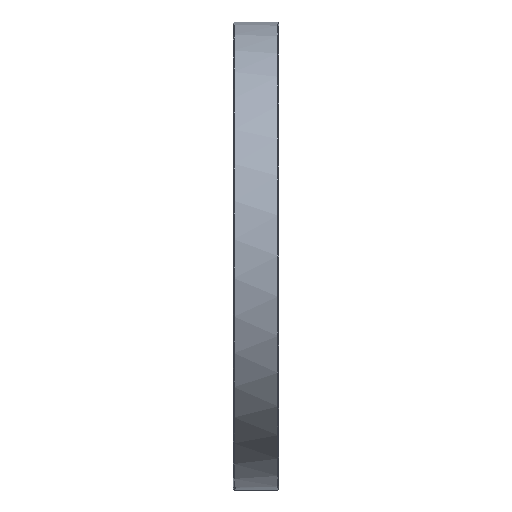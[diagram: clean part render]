
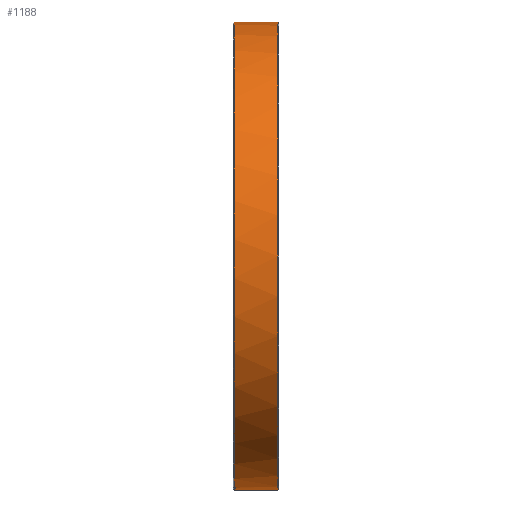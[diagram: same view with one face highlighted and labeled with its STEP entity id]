
A CAD part, left-side view. The second image highlights one B-rep face of the part: STEP entity #1188.
In plain terms, the highlighted cylindrical face has radius 126.6 mm (diameter 253.2 mm), a partial arc.
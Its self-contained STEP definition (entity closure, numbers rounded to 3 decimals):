
#61 = VERTEX_POINT ( 'NONE', #3229 ) ;
#82 = AXIS2_PLACEMENT_3D ( 'NONE', #4555, #1864, #5031 ) ;
#87 = VERTEX_POINT ( 'NONE', #5295 ) ;
#165 = LINE ( 'NONE', #3950, #4815 ) ;
#488 = AXIS2_PLACEMENT_3D ( 'NONE', #5086, #5547, #1930 ) ;
#628 = DIRECTION ( 'NONE',  ( 0., -1., 0. ) ) ;
#975 = CARTESIAN_POINT ( 'NONE',  ( 0., 0.4, 126.6 ) ) ;
#1087 = LINE ( 'NONE', #1178, #4522 ) ;
#1154 = CIRCLE ( 'NONE', #5806, 126.6 ) ;
#1178 = CARTESIAN_POINT ( 'NONE',  ( 0., -15.022, -126.6 ) ) ;
#1188 = ADVANCED_FACE ( 'NONE', ( #4848 ), #4702, .T. ) ;
#1347 = VERTEX_POINT ( 'NONE', #3368 ) ;
#1496 = VERTEX_POINT ( 'NONE', #2116 ) ;
#1536 = CARTESIAN_POINT ( 'NONE',  ( 0., 0.4, 0. ) ) ;
#1590 = CIRCLE ( 'NONE', #2065, 126.6 ) ;
#1672 = ORIENTED_EDGE ( 'NONE', *, *, #3505, .F. ) ;
#1724 = VERTEX_POINT ( 'NONE', #975 ) ;
#1726 = CIRCLE ( 'NONE', #2370, 126.6 ) ;
#1864 = DIRECTION ( 'NONE',  ( 0., 1., 0. ) ) ;
#1912 = EDGE_LOOP ( 'NONE', ( #3835, #5560, #4197, #1672, #4991, #4550, #5487, #3063 ) ) ;
#1920 = EDGE_CURVE ( 'NONE', #87, #1496, #1590, .T. ) ;
#1930 = DIRECTION ( 'NONE',  ( 0., 0., -1. ) ) ;
#1936 = EDGE_CURVE ( 'NONE', #4764, #1347, #1726, .T. ) ;
#1970 = DIRECTION ( 'NONE',  ( 0., 0., 1. ) ) ;
#1973 = DIRECTION ( 'NONE',  ( 0., -1., 0. ) ) ;
#2065 = AXIS2_PLACEMENT_3D ( 'NONE', #3305, #628, #3754 ) ;
#2068 = DIRECTION ( 'NONE',  ( 0., -1., 0. ) ) ;
#2116 = CARTESIAN_POINT ( 'NONE',  ( 0., 24.2, -126.6 ) ) ;
#2156 = CARTESIAN_POINT ( 'NONE',  ( -15.036, -15.022, -125.704 ) ) ;
#2162 = DIRECTION ( 'NONE',  ( 0., -1., 0. ) ) ;
#2370 = AXIS2_PLACEMENT_3D ( 'NONE', #4677, #1973, #5137 ) ;
#2595 = LINE ( 'NONE', #2841, #3792 ) ;
#2683 = CIRCLE ( 'NONE', #82, 126.6 ) ;
#2721 = EDGE_CURVE ( 'NONE', #1347, #4759, #165, .T. ) ;
#2841 = CARTESIAN_POINT ( 'NONE',  ( 0., -15.022, 126.6 ) ) ;
#3063 = ORIENTED_EDGE ( 'NONE', *, *, #5119, .T. ) ;
#3229 = CARTESIAN_POINT ( 'NONE',  ( 0., 0.4, -126.6 ) ) ;
#3305 = CARTESIAN_POINT ( 'NONE',  ( 0., 24.2, 0. ) ) ;
#3368 = CARTESIAN_POINT ( 'NONE',  ( -18.011, 24.2, -125.312 ) ) ;
#3505 = EDGE_CURVE ( 'NONE', #5497, #4759, #2683, .T. ) ;
#3754 = DIRECTION ( 'NONE',  ( 0., 0., -1. ) ) ;
#3786 = VECTOR ( 'NONE', #5323, 1000. ) ;
#3792 = VECTOR ( 'NONE', #5569, 1000. ) ;
#3835 = ORIENTED_EDGE ( 'NONE', *, *, #4124, .F. ) ;
#3916 = CARTESIAN_POINT ( 'NONE',  ( -18.011, 23.3, -125.312 ) ) ;
#3950 = CARTESIAN_POINT ( 'NONE',  ( -18.011, -15.022, -125.312 ) ) ;
#4096 = CARTESIAN_POINT ( 'NONE',  ( -15.036, 23.3, -125.704 ) ) ;
#4124 = EDGE_CURVE ( 'NONE', #4764, #1724, #2595, .T. ) ;
#4197 = ORIENTED_EDGE ( 'NONE', *, *, #2721, .T. ) ;
#4316 = EDGE_CURVE ( 'NONE', #5497, #87, #5149, .T. ) ;
#4382 = CARTESIAN_POINT ( 'NONE',  ( 0., 24.2, 126.6 ) ) ;
#4522 = VECTOR ( 'NONE', #2068, 1000. ) ;
#4550 = ORIENTED_EDGE ( 'NONE', *, *, #1920, .T. ) ;
#4555 = CARTESIAN_POINT ( 'NONE',  ( 0., 23.3, 0. ) ) ;
#4676 = DIRECTION ( 'NONE',  ( 0., 1., 0. ) ) ;
#4677 = CARTESIAN_POINT ( 'NONE',  ( 0., 24.2, 0. ) ) ;
#4702 = CYLINDRICAL_SURFACE ( 'NONE', #488, 126.6 ) ;
#4759 = VERTEX_POINT ( 'NONE', #3916 ) ;
#4764 = VERTEX_POINT ( 'NONE', #4382 ) ;
#4815 = VECTOR ( 'NONE', #2162, 1000. ) ;
#4848 = FACE_OUTER_BOUND ( 'NONE', #1912, .T. ) ;
#4991 = ORIENTED_EDGE ( 'NONE', *, *, #4316, .T. ) ;
#5031 = DIRECTION ( 'NONE',  ( 0., 0., 1. ) ) ;
#5086 = CARTESIAN_POINT ( 'NONE',  ( 0., -15.022, 0. ) ) ;
#5119 = EDGE_CURVE ( 'NONE', #61, #1724, #1154, .T. ) ;
#5137 = DIRECTION ( 'NONE',  ( 0., 0., -1. ) ) ;
#5149 = LINE ( 'NONE', #2156, #3786 ) ;
#5236 = EDGE_CURVE ( 'NONE', #1496, #61, #1087, .T. ) ;
#5295 = CARTESIAN_POINT ( 'NONE',  ( -15.036, 24.2, -125.704 ) ) ;
#5323 = DIRECTION ( 'NONE',  ( 0., 1., 0. ) ) ;
#5487 = ORIENTED_EDGE ( 'NONE', *, *, #5236, .T. ) ;
#5497 = VERTEX_POINT ( 'NONE', #4096 ) ;
#5547 = DIRECTION ( 'NONE',  ( 0., -1., 0. ) ) ;
#5560 = ORIENTED_EDGE ( 'NONE', *, *, #1936, .T. ) ;
#5569 = DIRECTION ( 'NONE',  ( 0., -1., 0. ) ) ;
#5806 = AXIS2_PLACEMENT_3D ( 'NONE', #1536, #4676, #1970 ) ;
